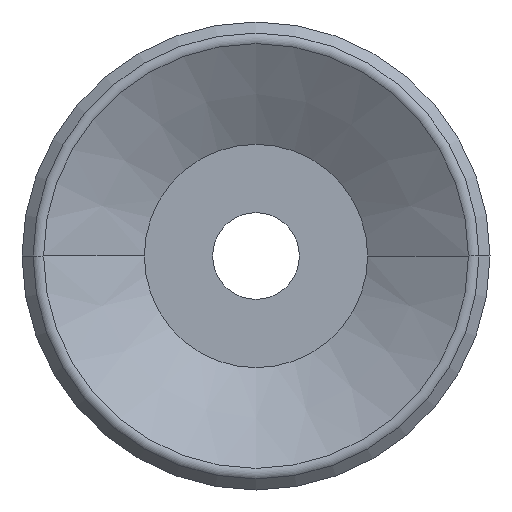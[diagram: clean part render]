
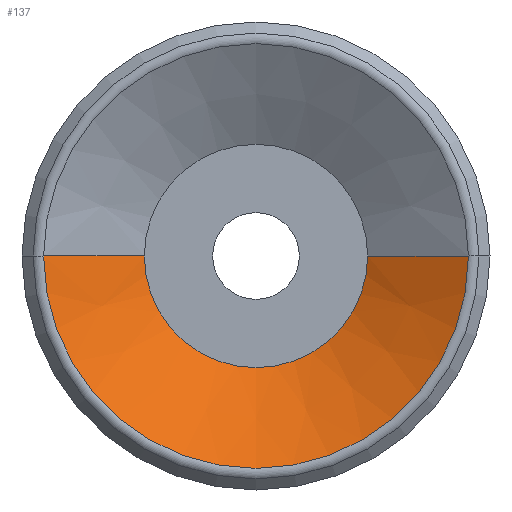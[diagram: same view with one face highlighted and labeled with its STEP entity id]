
A CAD part, front view. The second image highlights one B-rep face of the part: STEP entity #137.
In plain terms, the highlighted conical face has half-angle 59.433 degrees and reference radius 4.898 mm.
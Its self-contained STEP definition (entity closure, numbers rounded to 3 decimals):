
#137=ADVANCED_FACE('',(#343),#344,.F.);
#343=FACE_OUTER_BOUND('',#621,.T.);
#344=CONICAL_SURFACE('',#622,4.898,1.037);
#621=EDGE_LOOP('',(#3714,#3715,#3716,#3717));
#622=AXIS2_PLACEMENT_3D('',#3718,#3719,#3720);
#3714=ORIENTED_EDGE('',*,*,#4341,.T.);
#3715=ORIENTED_EDGE('',*,*,#4342,.T.);
#3716=ORIENTED_EDGE('',*,*,#4343,.F.);
#3717=ORIENTED_EDGE('',*,*,#4344,.F.);
#3718=CARTESIAN_POINT('',(0.,-7.472,0.0));
#3719=DIRECTION('',(0.,-1.0,0.0));
#3720=DIRECTION('',(1.0,0.,0.0));
#4341=EDGE_CURVE('',#4684,#4685,#4686,.T.);
#4342=EDGE_CURVE('',#4685,#4678,#4687,.T.);
#4343=EDGE_CURVE('',#4679,#4678,#4688,.T.);
#4344=EDGE_CURVE('',#4684,#4679,#4689,.T.);
#4678=VERTEX_POINT('',#5466);
#4679=VERTEX_POINT('',#5467);
#4684=VERTEX_POINT('',#5472);
#4685=VERTEX_POINT('',#5473);
#4686=CIRCLE('',#5474,2.575);
#4687=LINE('',#5475,#5476);
#4688=CIRCLE('',#5477,4.898);
#4689=LINE('',#5478,#5479);
#5466=CARTESIAN_POINT('',(-4.898,-7.472,0.));
#5467=CARTESIAN_POINT('',(4.898,-7.472,0.0));
#5472=CARTESIAN_POINT('',(2.575,-6.1,0.0));
#5473=CARTESIAN_POINT('',(-2.575,-6.1,0.));
#5474=AXIS2_PLACEMENT_3D('',#6748,#6749,#6750);
#5475=CARTESIAN_POINT('',(-4.898,-7.472,0.));
#5476=VECTOR('',#6751,1000.0);
#5477=AXIS2_PLACEMENT_3D('',#6752,#6753,#6754);
#5478=CARTESIAN_POINT('',(4.898,-7.472,0.0));
#5479=VECTOR('',#6755,1000.0);
#6748=CARTESIAN_POINT('',(0.,-6.1,0.0));
#6749=DIRECTION('',(0.,1.0,0.0));
#6750=DIRECTION('',(-1.0,0.,0.0));
#6751=DIRECTION('',(-0.861,-0.509,0.));
#6752=CARTESIAN_POINT('',(0.,-7.472,0.0));
#6753=DIRECTION('',(0.,1.0,0.0));
#6754=DIRECTION('',(-1.0,0.,0.0));
#6755=DIRECTION('',(0.861,-0.509,0.0));
